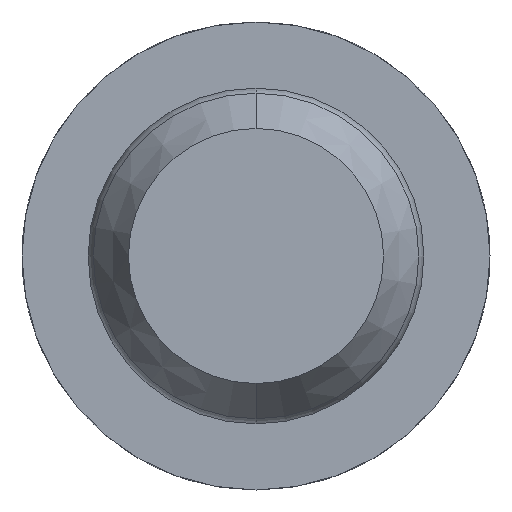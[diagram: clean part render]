
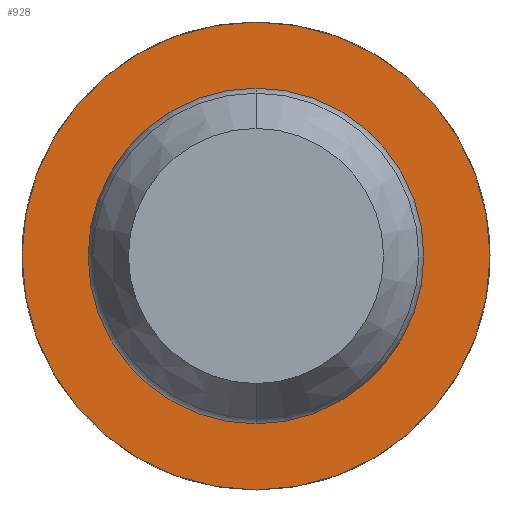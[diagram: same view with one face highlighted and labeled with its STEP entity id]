
A CAD part, front view. The second image highlights one B-rep face of the part: STEP entity #928.
In plain terms, the highlighted planar face has unit normal (0, -1, 0).
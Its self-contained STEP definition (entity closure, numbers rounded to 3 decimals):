
#135 = ORIENTED_EDGE ( 'NONE', *, *, #3302, .F. ) ;
#694 = EDGE_CURVE ( 'Defeature ausgef�hrt3_3+Defeature ausgef�hrt3_4+Defeature ausgef�hrt3_4+Defeature ausgef�hrt3_4', #2684, #4184, #4406, .T. ) ;
#752 = DIRECTION ( 'NONE',  ( 0., 1., 0. ) ) ;
#928 = ADVANCED_FACE ( 'Defeature ausgef�hrt3_4', ( #1345, #2555 ), #4230, .F. ) ;
#940 = VERTEX_POINT ( 'NONE', #4259 ) ;
#1053 = VERTEX_POINT ( 'NONE', #1625 ) ;
#1113 = DIRECTION ( 'NONE',  ( 0., 1., 0. ) ) ;
#1311 = CARTESIAN_POINT ( 'NONE',  ( 0., -10.5, -1.15 ) ) ;
#1345 = FACE_OUTER_BOUND ( 'NONE', #1640, .T. ) ;
#1413 = DIRECTION ( 'NONE',  ( 0., 0., 1. ) ) ;
#1598 = CARTESIAN_POINT ( 'NONE',  ( 0., -10.5, 0. ) ) ;
#1625 = CARTESIAN_POINT ( 'NONE',  ( 0., -10.5, -0.825 ) ) ;
#1640 = EDGE_LOOP ( 'NONE', ( #135, #4154 ) ) ;
#1702 = EDGE_LOOP ( 'NONE', ( #2348, #2221 ) ) ;
#1767 = DIRECTION ( 'NONE',  ( 0., 1., 0. ) ) ;
#1871 = AXIS2_PLACEMENT_3D ( 'NONE', #4623, #2807, #2392 ) ;
#2210 = AXIS2_PLACEMENT_3D ( 'NONE', #4691, #1767, #1413 ) ;
#2221 = ORIENTED_EDGE ( 'NONE', *, *, #2799, .T. ) ;
#2348 = ORIENTED_EDGE ( 'NONE', *, *, #2407, .T. ) ;
#2392 = DIRECTION ( 'NONE',  ( 0., 0., 1. ) ) ;
#2407 = EDGE_CURVE ( 'Defeature ausgef�hrt3_4+Defeature ausgef�hrt3_5+Defeature ausgef�hrt3_5+Defeature ausgef�hrt3_5', #940, #1053, #3520, .T. ) ;
#2555 = FACE_BOUND ( 'NONE', #1702, .T. ) ;
#2661 = CARTESIAN_POINT ( 'NONE',  ( 0., -10.5, 0. ) ) ;
#2684 = VERTEX_POINT ( 'NONE', #1311 ) ;
#2785 = CIRCLE ( 'NONE', #3696, 1.15 ) ;
#2799 = EDGE_CURVE ( 'Defeature ausgef�hrt3_4+Defeature ausgef�hrt3_5+Defeature ausgef�hrt3_5+Defeature ausgef�hrt3_5', #1053, #940, #3354, .T. ) ;
#2807 = DIRECTION ( 'NONE',  ( 0., 1., 0. ) ) ;
#3004 = DIRECTION ( 'NONE',  ( 0., 0., 1. ) ) ;
#3102 = DIRECTION ( 'NONE',  ( 0., 1., 0. ) ) ;
#3113 = AXIS2_PLACEMENT_3D ( 'NONE', #2661, #752, #3004 ) ;
#3254 = CARTESIAN_POINT ( 'NONE',  ( 0., -10.5, 1.15 ) ) ;
#3302 = EDGE_CURVE ( 'Defeature ausgef�hrt3_3+Defeature ausgef�hrt3_4+Defeature ausgef�hrt3_4+Defeature ausgef�hrt3_4', #4184, #2684, #2785, .T. ) ;
#3354 = CIRCLE ( 'NONE', #2210, 0.825 ) ;
#3364 = CARTESIAN_POINT ( 'NONE',  ( 0., -10.5, 0. ) ) ;
#3434 = DIRECTION ( 'NONE',  ( 0., 0., 1. ) ) ;
#3520 = CIRCLE ( 'NONE', #3113, 0.825 ) ;
#3661 = AXIS2_PLACEMENT_3D ( 'NONE', #1598, #3102, #3434 ) ;
#3696 = AXIS2_PLACEMENT_3D ( 'NONE', #3364, #1113, #4054 ) ;
#4054 = DIRECTION ( 'NONE',  ( 0., 0., 1. ) ) ;
#4154 = ORIENTED_EDGE ( 'NONE', *, *, #694, .F. ) ;
#4184 = VERTEX_POINT ( 'NONE', #3254 ) ;
#4230 = PLANE ( 'NONE',  #1871 ) ;
#4259 = CARTESIAN_POINT ( 'NONE',  ( 0., -10.5, 0.825 ) ) ;
#4406 = CIRCLE ( 'NONE', #3661, 1.15 ) ;
#4623 = CARTESIAN_POINT ( 'NONE',  ( 1.15, -10.5, 0. ) ) ;
#4691 = CARTESIAN_POINT ( 'NONE',  ( 0., -10.5, 0. ) ) ;
